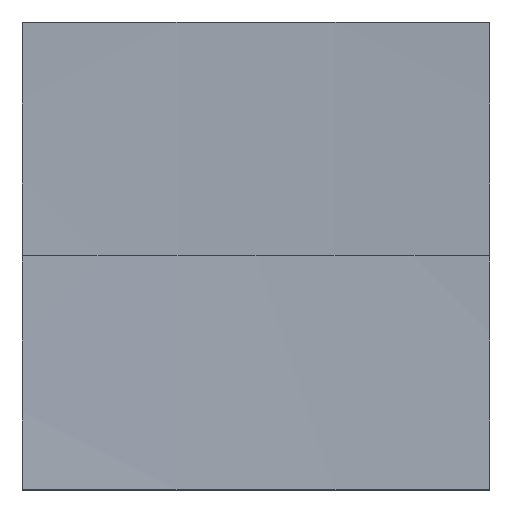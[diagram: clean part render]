
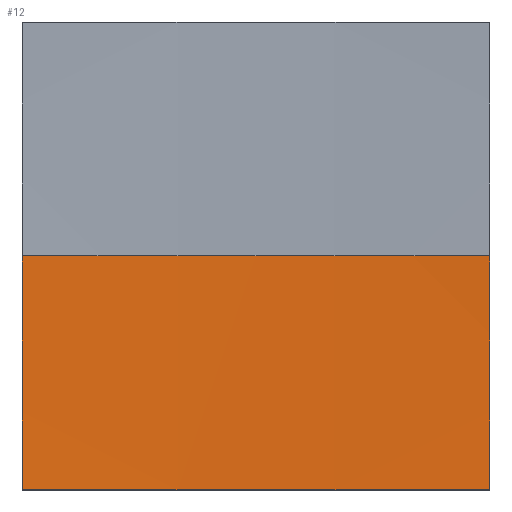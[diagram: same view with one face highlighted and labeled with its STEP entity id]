
A CAD part, top view. The second image highlights one B-rep face of the part: STEP entity #12.
In plain terms, the highlighted spherical face has radius 600 mm.
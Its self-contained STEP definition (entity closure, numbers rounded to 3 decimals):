
#1 = DIRECTION ( 'NONE',  ( 1., 0., 0. ) ) ;
#4 = DIRECTION ( 'NONE',  ( 0., 1., 0. ) ) ;
#5 = EDGE_CURVE ( 'NONE', #88, #231, #194, .T. ) ;
#8 = DIRECTION ( 'NONE',  ( 1., 0., 0. ) ) ;
#12 = ADVANCED_FACE ( 'NONE', ( #199 ), #157, .F. ) ;
#18 = ORIENTED_EDGE ( 'NONE', *, *, #235, .F. ) ;
#19 = ORIENTED_EDGE ( 'NONE', *, *, #200, .F. ) ;
#20 = ORIENTED_EDGE ( 'NONE', *, *, #214, .T. ) ;
#31 = CARTESIAN_POINT ( 'NONE',  ( 25., -25., 10.043 ) ) ;
#37 = DIRECTION ( 'NONE',  ( 1., 0., 0. ) ) ;
#43 = CARTESIAN_POINT ( 'NONE',  ( 0., 0., 609. ) ) ;
#59 = AXIS2_PLACEMENT_3D ( 'NONE', #67, #101, #182 ) ;
#62 = CIRCLE ( 'NONE', #205, 599.479 ) ;
#64 = CIRCLE ( 'NONE', #172, 599.479 ) ;
#65 = EDGE_CURVE ( 'NONE', #88, #119, #228, .T. ) ;
#67 = CARTESIAN_POINT ( 'NONE',  ( 0., 0., 609. ) ) ;
#69 = CARTESIAN_POINT ( 'NONE',  ( 0., 0., 9. ) ) ;
#88 = VERTEX_POINT ( 'NONE', #69 ) ;
#93 = CARTESIAN_POINT ( 'NONE',  ( 25., 0., 609. ) ) ;
#94 = DIRECTION ( 'NONE',  ( 0., 1., 0. ) ) ;
#95 = CIRCLE ( 'NONE', #130, 599.479 ) ;
#101 = DIRECTION ( 'NONE',  ( 0., -1., 0. ) ) ;
#102 = DIRECTION ( 'NONE',  ( 0., 1., 0. ) ) ;
#118 = AXIS2_PLACEMENT_3D ( 'NONE', #43, #202, #8 ) ;
#119 = VERTEX_POINT ( 'NONE', #244 ) ;
#130 = AXIS2_PLACEMENT_3D ( 'NONE', #217, #1, #94 ) ;
#133 = CARTESIAN_POINT ( 'NONE',  ( 0., -25., 609. ) ) ;
#134 = DIRECTION ( 'NONE',  ( 0., 1., 0. ) ) ;
#157 = SPHERICAL_SURFACE ( 'NONE', #118, 600. ) ;
#159 = ORIENTED_EDGE ( 'NONE', *, *, #65, .T. ) ;
#162 = DIRECTION ( 'NONE',  ( -1., 0., 0. ) ) ;
#164 = ORIENTED_EDGE ( 'NONE', *, *, #5, .F. ) ;
#169 = DIRECTION ( 'NONE',  ( 0., 0., 1. ) ) ;
#170 = EDGE_LOOP ( 'NONE', ( #164, #159, #18, #19, #20 ) ) ;
#172 = AXIS2_PLACEMENT_3D ( 'NONE', #133, #134, #169 ) ;
#174 = CARTESIAN_POINT ( 'NONE',  ( 25., 0., 9.521 ) ) ;
#179 = VERTEX_POINT ( 'NONE', #31 ) ;
#182 = DIRECTION ( 'NONE',  ( 0., 0., -1. ) ) ;
#194 = CIRCLE ( 'NONE', #59, 600. ) ;
#199 = FACE_OUTER_BOUND ( 'NONE', #170, .T. ) ;
#200 = EDGE_CURVE ( 'NONE', #179, #234, #64, .T. ) ;
#202 = DIRECTION ( 'NONE',  ( 0., 1., 0. ) ) ;
#205 = AXIS2_PLACEMENT_3D ( 'NONE', #93, #37, #4 ) ;
#214 = EDGE_CURVE ( 'NONE', #179, #231, #62, .T. ) ;
#217 = CARTESIAN_POINT ( 'NONE',  ( -25., 0., 609. ) ) ;
#218 = CARTESIAN_POINT ( 'NONE',  ( -25., -25., 10.043 ) ) ;
#228 = CIRCLE ( 'NONE', #238, 600. ) ;
#231 = VERTEX_POINT ( 'NONE', #174 ) ;
#232 = CARTESIAN_POINT ( 'NONE',  ( 0., 0., 609. ) ) ;
#234 = VERTEX_POINT ( 'NONE', #218 ) ;
#235 = EDGE_CURVE ( 'NONE', #234, #119, #95, .T. ) ;
#238 = AXIS2_PLACEMENT_3D ( 'NONE', #232, #102, #162 ) ;
#244 = CARTESIAN_POINT ( 'NONE',  ( -25., 0., 9.521 ) ) ;
